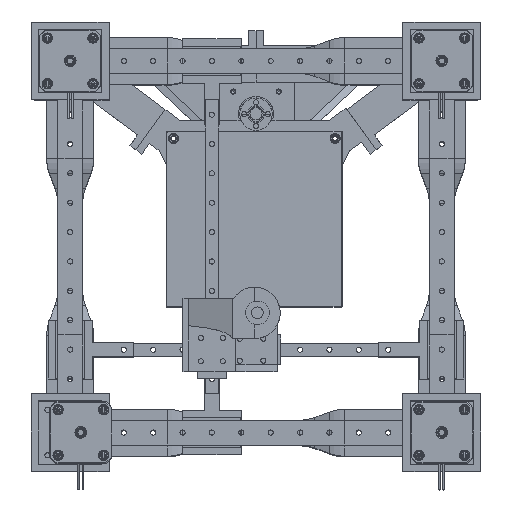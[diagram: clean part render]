
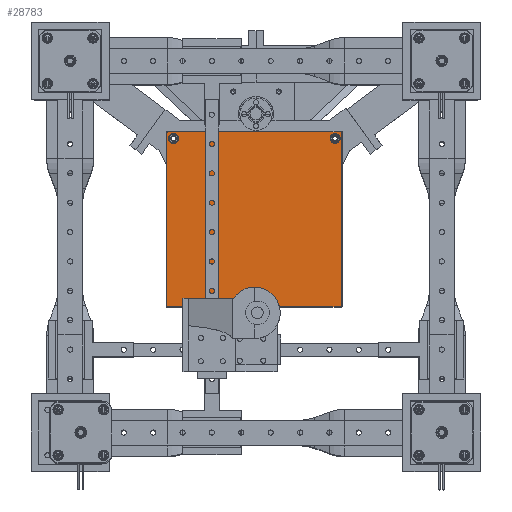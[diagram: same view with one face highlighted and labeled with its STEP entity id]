
A CAD part, top view. The second image highlights one B-rep face of the part: STEP entity #28783.
In plain terms, the highlighted planar face has unit normal (0, 0, 1).
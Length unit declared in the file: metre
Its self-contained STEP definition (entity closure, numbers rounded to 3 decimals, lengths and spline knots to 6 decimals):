
#1808=CIRCLE('',#32236,0.0005);
#1810=CIRCLE('',#32240,0.0005);
#1811=CIRCLE('',#32243,0.0005);
#1812=CIRCLE('',#32246,0.0005);
#1821=CIRCLE('',#32270,0.0034);
#1824=CIRCLE('',#32275,0.0034);
#1827=CIRCLE('',#32280,0.0034);
#5456=ORIENTED_EDGE('',*,*,#11677,.F.);
#5457=ORIENTED_EDGE('',*,*,#11674,.F.);
#5458=ORIENTED_EDGE('',*,*,#11671,.F.);
#5459=ORIENTED_EDGE('',*,*,#11644,.F.);
#5460=ORIENTED_EDGE('',*,*,#11643,.F.);
#5461=ORIENTED_EDGE('',*,*,#11640,.F.);
#5462=ORIENTED_EDGE('',*,*,#11639,.F.);
#5463=ORIENTED_EDGE('',*,*,#11636,.F.);
#5464=ORIENTED_EDGE('',*,*,#11635,.F.);
#5465=ORIENTED_EDGE('',*,*,#11630,.F.);
#5466=ORIENTED_EDGE('',*,*,#11629,.F.);
#11629=EDGE_CURVE('',#15016,#15014,#1808,.T.);
#11630=EDGE_CURVE('',#15014,#15017,#17654,.T.);
#11635=EDGE_CURVE('',#15017,#15019,#1810,.T.);
#11636=EDGE_CURVE('',#15019,#15020,#17658,.T.);
#11639=EDGE_CURVE('',#15020,#15021,#1811,.T.);
#11640=EDGE_CURVE('',#15021,#15022,#17661,.T.);
#11643=EDGE_CURVE('',#15022,#15023,#1812,.T.);
#11644=EDGE_CURVE('',#15023,#15016,#17664,.T.);
#11671=EDGE_CURVE('',#15037,#15037,#1821,.T.);
#11674=EDGE_CURVE('',#15040,#15040,#1824,.T.);
#11677=EDGE_CURVE('',#15043,#15043,#1827,.T.);
#15014=VERTEX_POINT('',#45947);
#15016=VERTEX_POINT('',#45951);
#15017=VERTEX_POINT('',#45955);
#15019=VERTEX_POINT('',#45961);
#15020=VERTEX_POINT('',#45966);
#15021=VERTEX_POINT('',#45970);
#15022=VERTEX_POINT('',#45974);
#15023=VERTEX_POINT('',#45978);
#15037=VERTEX_POINT('',#46036);
#15040=VERTEX_POINT('',#46044);
#15043=VERTEX_POINT('',#46052);
#17654=LINE('',#45954,#20177);
#17658=LINE('',#45965,#20181);
#17661=LINE('',#45973,#20184);
#17664=LINE('',#45981,#20187);
#20177=VECTOR('',#37239,1.);
#20181=VECTOR('',#37251,1.);
#20184=VECTOR('',#37260,1.);
#20187=VECTOR('',#37269,1.);
#22666=EDGE_LOOP('',(#5456));
#22667=EDGE_LOOP('',(#5457));
#22668=EDGE_LOOP('',(#5458));
#22669=EDGE_LOOP('',(#5459,#5460,#5461,#5462,#5463,#5464,#5465,#5466));
#25344=FACE_BOUND('',#22666,.T.);
#25345=FACE_BOUND('',#22667,.T.);
#25346=FACE_BOUND('',#22668,.T.);
#25347=FACE_BOUND('',#22669,.T.);
#27504=PLANE('',#32279);
#28783=ADVANCED_FACE('',(#25344,#25345,#25346,#25347),#27504,.T.);
#32236=AXIS2_PLACEMENT_3D('',#45952,#37235,#37236);
#32240=AXIS2_PLACEMENT_3D('',#45963,#37247,#37248);
#32243=AXIS2_PLACEMENT_3D('',#45971,#37256,#37257);
#32246=AXIS2_PLACEMENT_3D('',#45979,#37265,#37266);
#32270=AXIS2_PLACEMENT_3D('',#46035,#37332,#37333);
#32275=AXIS2_PLACEMENT_3D('',#46043,#37342,#37343);
#32279=AXIS2_PLACEMENT_3D('',#46050,#37350,#37351);
#32280=AXIS2_PLACEMENT_3D('',#46051,#37352,#37353);
#37235=DIRECTION('',(0.,0.,-1.));
#37236=DIRECTION('',(0.707,0.707,0.));
#37239=DIRECTION('',(0.,-1.,0.));
#37247=DIRECTION('',(0.,0.,-1.));
#37248=DIRECTION('',(0.707,-0.707,0.));
#37251=DIRECTION('',(-1.,0.,0.));
#37256=DIRECTION('',(0.,0.,-1.));
#37257=DIRECTION('',(-0.707,-0.707,0.));
#37260=DIRECTION('',(0.,1.,0.));
#37265=DIRECTION('',(0.,0.,-1.));
#37266=DIRECTION('',(-0.707,0.707,0.));
#37269=DIRECTION('',(1.,0.,0.));
#37332=DIRECTION('',(0.,0.,1.));
#37333=DIRECTION('',(0.,1.,0.));
#37342=DIRECTION('',(0.,0.,1.));
#37343=DIRECTION('',(0.,1.,0.));
#37350=DIRECTION('',(0.,0.,1.));
#37351=DIRECTION('',(0.,-1.,0.));
#37352=DIRECTION('',(0.,0.,1.));
#37353=DIRECTION('',(0.,1.,0.));
#45947=CARTESIAN_POINT('',(0.218402,0.050559,0.134513));
#45951=CARTESIAN_POINT('',(0.217902,0.051059,0.134513));
#45952=CARTESIAN_POINT('',(0.217902,0.050559,0.134513));
#45954=CARTESIAN_POINT('',(0.218402,-0.033441,0.134513));
#45955=CARTESIAN_POINT('',(0.218402,-0.067441,0.134513));
#45961=CARTESIAN_POINT('',(0.217902,-0.067941,0.134513));
#45963=CARTESIAN_POINT('',(0.217902,-0.067441,0.134513));
#45965=CARTESIAN_POINT('',(0.133902,-0.067941,0.134513));
#45966=CARTESIAN_POINT('',(0.099902,-0.067941,0.134513));
#45970=CARTESIAN_POINT('',(0.099402,-0.067441,0.134513));
#45971=CARTESIAN_POINT('',(0.099902,-0.067441,0.134513));
#45973=CARTESIAN_POINT('',(0.099402,0.016559,0.134513));
#45974=CARTESIAN_POINT('',(0.099402,0.050559,0.134513));
#45978=CARTESIAN_POINT('',(0.099902,0.051059,0.134513));
#45979=CARTESIAN_POINT('',(0.099902,0.050559,0.134513));
#45981=CARTESIAN_POINT('',(0.183902,0.051059,0.134513));
#46035=CARTESIAN_POINT('',(0.103902,0.046559,0.134513));
#46036=CARTESIAN_POINT('',(0.103902,0.049959,0.134513));
#46043=CARTESIAN_POINT('',(0.213902,0.046559,0.134513));
#46044=CARTESIAN_POINT('',(0.213902,0.049959,0.134513));
#46050=CARTESIAN_POINT('',(0.158902,-0.008441,0.134513));
#46051=CARTESIAN_POINT('',(0.158902,-0.063441,0.134513));
#46052=CARTESIAN_POINT('',(0.158902,-0.060041,0.134513));
